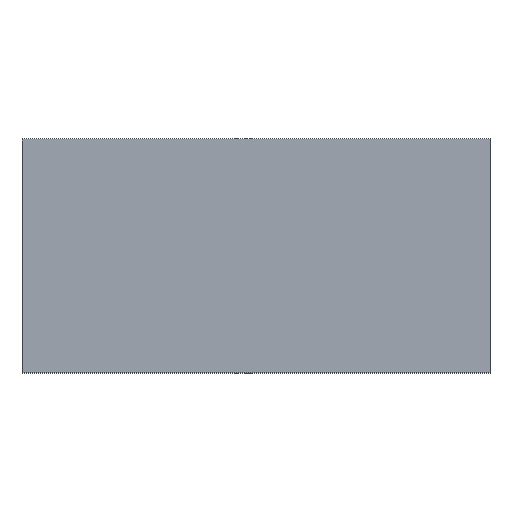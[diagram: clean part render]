
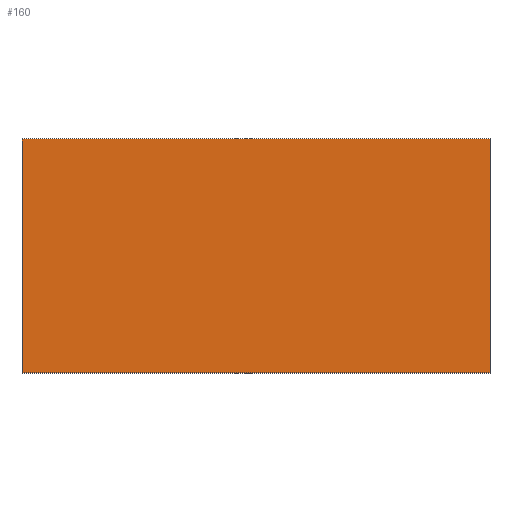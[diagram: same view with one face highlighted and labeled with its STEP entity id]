
A CAD part, top view. The second image highlights one B-rep face of the part: STEP entity #160.
In plain terms, the highlighted planar face has unit normal (0, 0, 1).
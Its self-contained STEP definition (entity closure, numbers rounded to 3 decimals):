
#12 = DIRECTION ( 'NONE',  ( 1., 0., 0. ) ) ;
#16 = EDGE_CURVE ( 'NONE', #147, #154, #30, .T. ) ;
#21 = EDGE_CURVE ( 'NONE', #176, #147, #102, .T. ) ;
#23 = ORIENTED_EDGE ( 'NONE', *, *, #101, .T. ) ;
#26 = CARTESIAN_POINT ( 'NONE',  ( -500., -250., 12. ) ) ;
#28 = CARTESIAN_POINT ( 'NONE',  ( -500., 250., 12. ) ) ;
#30 = LINE ( 'NONE', #93, #199 ) ;
#31 = EDGE_LOOP ( 'NONE', ( #33, #198, #23, #109 ) ) ;
#33 = ORIENTED_EDGE ( 'NONE', *, *, #16, .T. ) ;
#38 = VECTOR ( 'NONE', #163, 1000. ) ;
#59 = LINE ( 'NONE', #174, #195 ) ;
#80 = DIRECTION ( 'NONE',  ( 1., 0., 0. ) ) ;
#85 = DIRECTION ( 'NONE',  ( 0., 0., 1. ) ) ;
#87 = VERTEX_POINT ( 'NONE', #127 ) ;
#88 = EDGE_CURVE ( 'NONE', #154, #87, #59, .T. ) ;
#91 = FACE_OUTER_BOUND ( 'NONE', #31, .T. ) ;
#93 = CARTESIAN_POINT ( 'NONE',  ( 500., -250., 12. ) ) ;
#101 = EDGE_CURVE ( 'NONE', #87, #176, #108, .T. ) ;
#102 = LINE ( 'NONE', #168, #144 ) ;
#108 = LINE ( 'NONE', #28, #38 ) ;
#109 = ORIENTED_EDGE ( 'NONE', *, *, #21, .T. ) ;
#111 = PLANE ( 'NONE',  #126 ) ;
#115 = DIRECTION ( 'NONE',  ( 0., 1., 0. ) ) ;
#120 = CARTESIAN_POINT ( 'NONE',  ( 500., -250., 12. ) ) ;
#126 = AXIS2_PLACEMENT_3D ( 'NONE', #178, #85, #12 ) ;
#127 = CARTESIAN_POINT ( 'NONE',  ( -500., 250., 12. ) ) ;
#144 = VECTOR ( 'NONE', #80, 1000. ) ;
#147 = VERTEX_POINT ( 'NONE', #120 ) ;
#154 = VERTEX_POINT ( 'NONE', #180 ) ;
#160 = ADVANCED_FACE ( 'NONE', ( #91 ), #111, .T. ) ;
#163 = DIRECTION ( 'NONE',  ( 0., -1., 0. ) ) ;
#168 = CARTESIAN_POINT ( 'NONE',  ( -500., -250., 12. ) ) ;
#174 = CARTESIAN_POINT ( 'NONE',  ( 500., 250., 12. ) ) ;
#176 = VERTEX_POINT ( 'NONE', #26 ) ;
#178 = CARTESIAN_POINT ( 'NONE',  ( -500., -250., 12. ) ) ;
#180 = CARTESIAN_POINT ( 'NONE',  ( 500., 250., 12. ) ) ;
#195 = VECTOR ( 'NONE', #200, 1000. ) ;
#198 = ORIENTED_EDGE ( 'NONE', *, *, #88, .T. ) ;
#199 = VECTOR ( 'NONE', #115, 1000. ) ;
#200 = DIRECTION ( 'NONE',  ( -1., 0., 0. ) ) ;
